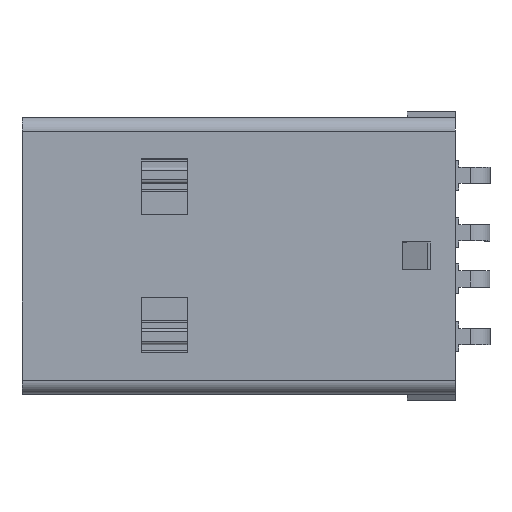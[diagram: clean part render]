
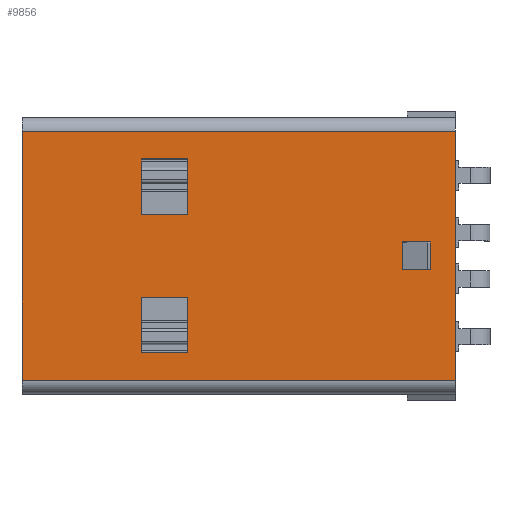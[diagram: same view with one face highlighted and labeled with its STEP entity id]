
A CAD part, top view. The second image highlights one B-rep face of the part: STEP entity #9856.
In plain terms, the highlighted planar face has unit normal (0, 0, 1).
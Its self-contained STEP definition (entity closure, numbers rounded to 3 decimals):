
#13 = EDGE_CURVE ( 'NONE', #9695, #5814, #6851, .T. ) ;
#86 = EDGE_CURVE ( 'NONE', #959, #8241, #2544, .T. ) ;
#87 = VECTOR ( 'NONE', #1553, 1000. ) ;
#164 = DIRECTION ( 'NONE',  ( 0., -1., 0. ) ) ;
#247 = LINE ( 'NONE', #349, #443 ) ;
#251 = VERTEX_POINT ( 'NONE', #8002 ) ;
#287 = ORIENTED_EDGE ( 'NONE', *, *, #1133, .T. ) ;
#341 = CARTESIAN_POINT ( 'NONE',  ( 13.2, 2., 2.85 ) ) ;
#349 = CARTESIAN_POINT ( 'NONE',  ( 2.7, -3.1, 2.85 ) ) ;
#359 = DIRECTION ( 'NONE',  ( 0., 1., 0. ) ) ;
#405 = ORIENTED_EDGE ( 'NONE', *, *, #86, .T. ) ;
#443 = VECTOR ( 'NONE', #4561, 1000. ) ;
#448 = EDGE_CURVE ( 'NONE', #9493, #959, #6719, .T. ) ;
#525 = CARTESIAN_POINT ( 'NONE',  ( 2.7, 3.2, 2.85 ) ) ;
#583 = VECTOR ( 'NONE', #5500, 1000. ) ;
#642 = CARTESIAN_POINT ( 'NONE',  ( 0.7, 0.8, 2.85 ) ) ;
#780 = ORIENTED_EDGE ( 'NONE', *, *, #10192, .T. ) ;
#804 = LINE ( 'NONE', #5522, #583 ) ;
#823 = VERTEX_POINT ( 'NONE', #7703 ) ;
#915 = CARTESIAN_POINT ( 'NONE',  ( 14.3, 4.4, 2.85 ) ) ;
#959 = VERTEX_POINT ( 'NONE', #6706 ) ;
#1038 = LINE ( 'NONE', #5097, #87 ) ;
#1048 = LINE ( 'NONE', #341, #9165 ) ;
#1133 = EDGE_CURVE ( 'NONE', #251, #8708, #804, .T. ) ;
#1553 = DIRECTION ( 'NONE',  ( 1., 0., 0. ) ) ;
#1760 = VERTEX_POINT ( 'NONE', #915 ) ;
#1825 = ORIENTED_EDGE ( 'NONE', *, *, #4496, .T. ) ;
#2001 = CARTESIAN_POINT ( 'NONE',  ( 2.7, 0.8, 2.85 ) ) ;
#2015 = LINE ( 'NONE', #10350, #2210 ) ;
#2174 = EDGE_CURVE ( 'NONE', #4948, #9493, #4195, .T. ) ;
#2187 = CARTESIAN_POINT ( 'NONE',  ( 1.8, 0.8, 2.85 ) ) ;
#2210 = VECTOR ( 'NONE', #10039, 1000. ) ;
#2226 = VECTOR ( 'NONE', #10184, 1000. ) ;
#2438 = EDGE_CURVE ( 'NONE', #1760, #9166, #2015, .T. ) ;
#2544 = LINE ( 'NONE', #10850, #5856 ) ;
#2574 = EDGE_CURVE ( 'NONE', #6838, #9695, #247, .T. ) ;
#2640 = LINE ( 'NONE', #8379, #4574 ) ;
#3075 = DIRECTION ( 'NONE',  ( -1., 0., 0. ) ) ;
#3129 = CARTESIAN_POINT ( 'NONE',  ( -4.5, -6.4, 2.85 ) ) ;
#3313 = ORIENTED_EDGE ( 'NONE', *, *, #10062, .F. ) ;
#3368 = EDGE_LOOP ( 'NONE', ( #9841, #7478, #8747, #6668 ) ) ;
#3402 = ORIENTED_EDGE ( 'NONE', *, *, #10186, .T. ) ;
#3437 = CARTESIAN_POINT ( 'NONE',  ( 13.2, -0.4, 2.85 ) ) ;
#3478 = DIRECTION ( 'NONE',  ( -1., 0., 0. ) ) ;
#3522 = CARTESIAN_POINT ( 'NONE',  ( 19.7, 4.4, 2.85 ) ) ;
#3740 = CARTESIAN_POINT ( 'NONE',  ( 12., 1.4, 2.85 ) ) ;
#3751 = VECTOR ( 'NONE', #8517, 1000. ) ;
#3769 = DIRECTION ( 'NONE',  ( 0., 1., 0. ) ) ;
#3881 = ORIENTED_EDGE ( 'NONE', *, *, #10962, .T. ) ;
#3988 = CARTESIAN_POINT ( 'NONE',  ( 2.7, -0.1, 2.85 ) ) ;
#4137 = VECTOR ( 'NONE', #3075, 1000. ) ;
#4158 = CARTESIAN_POINT ( 'NONE',  ( 2.7, -2.8, 2.85 ) ) ;
#4195 = LINE ( 'NONE', #2187, #4137 ) ;
#4206 = DIRECTION ( 'NONE',  ( 0., -1., 0. ) ) ;
#4246 = CARTESIAN_POINT ( 'NONE',  ( 12., -0.4, 2.85 ) ) ;
#4300 = LINE ( 'NONE', #8354, #5093 ) ;
#4421 = ORIENTED_EDGE ( 'NONE', *, *, #448, .T. ) ;
#4496 = EDGE_CURVE ( 'NONE', #1760, #251, #4611, .T. ) ;
#4561 = DIRECTION ( 'NONE',  ( 0., -1., 0. ) ) ;
#4574 = VECTOR ( 'NONE', #8355, 1000. ) ;
#4611 = LINE ( 'NONE', #3522, #7712 ) ;
#4948 = VERTEX_POINT ( 'NONE', #2001 ) ;
#4967 = CARTESIAN_POINT ( 'NONE',  ( 0.7, -1.9, 2.85 ) ) ;
#5015 = DIRECTION ( 'NONE',  ( 0., 1., 0. ) ) ;
#5093 = VECTOR ( 'NONE', #8326, 1000. ) ;
#5097 = CARTESIAN_POINT ( 'NONE',  ( 2.8, -2.8, 2.85 ) ) ;
#5352 = ORIENTED_EDGE ( 'NONE', *, *, #2438, .F. ) ;
#5362 = CARTESIAN_POINT ( 'NONE',  ( 0.7, -5.2, 2.85 ) ) ;
#5500 = DIRECTION ( 'NONE',  ( 0., -1., 0. ) ) ;
#5522 = CARTESIAN_POINT ( 'NONE',  ( -4.5, -7., 2.85 ) ) ;
#5553 = EDGE_CURVE ( 'NONE', #8529, #6838, #1038, .T. ) ;
#5814 = VERTEX_POINT ( 'NONE', #5362 ) ;
#5856 = VECTOR ( 'NONE', #10924, 1000. ) ;
#6145 = ORIENTED_EDGE ( 'NONE', *, *, #8851, .T. ) ;
#6201 = CARTESIAN_POINT ( 'NONE',  ( 19.7, -6.4, 2.85 ) ) ;
#6313 = CARTESIAN_POINT ( 'NONE',  ( 0.7, -2.8, 2.85 ) ) ;
#6445 = VERTEX_POINT ( 'NONE', #3437 ) ;
#6551 = LINE ( 'NONE', #3988, #8123 ) ;
#6668 = ORIENTED_EDGE ( 'NONE', *, *, #13, .T. ) ;
#6706 = CARTESIAN_POINT ( 'NONE',  ( 0.7, 3.2, 2.85 ) ) ;
#6719 = LINE ( 'NONE', #10559, #9375 ) ;
#6803 = EDGE_LOOP ( 'NONE', ( #7049, #9855, #4421, #405 ) ) ;
#6838 = VERTEX_POINT ( 'NONE', #4158 ) ;
#6851 = LINE ( 'NONE', #9692, #2226 ) ;
#7049 = ORIENTED_EDGE ( 'NONE', *, *, #8636, .T. ) ;
#7345 = VECTOR ( 'NONE', #3769, 1000. ) ;
#7350 = CARTESIAN_POINT ( 'NONE',  ( 14.3, -6.4, 2.85 ) ) ;
#7470 = AXIS2_PLACEMENT_3D ( 'NONE', #10188, #10093, #10152 ) ;
#7478 = ORIENTED_EDGE ( 'NONE', *, *, #5553, .T. ) ;
#7703 = CARTESIAN_POINT ( 'NONE',  ( 12., -1.6, 2.85 ) ) ;
#7712 = VECTOR ( 'NONE', #3478, 1000. ) ;
#8002 = CARTESIAN_POINT ( 'NONE',  ( -4.5, 4.4, 2.85 ) ) ;
#8123 = VECTOR ( 'NONE', #4206, 1000. ) ;
#8241 = VERTEX_POINT ( 'NONE', #525 ) ;
#8258 = VECTOR ( 'NONE', #5015, 1000. ) ;
#8326 = DIRECTION ( 'NONE',  ( 1., 0., 0. ) ) ;
#8354 = CARTESIAN_POINT ( 'NONE',  ( 15.85, -0.4, 2.85 ) ) ;
#8355 = DIRECTION ( 'NONE',  ( -1., 0., 0. ) ) ;
#8379 = CARTESIAN_POINT ( 'NONE',  ( 16.45, -1.6, 2.85 ) ) ;
#8383 = CARTESIAN_POINT ( 'NONE',  ( 2.7, -5.2, 2.85 ) ) ;
#8517 = DIRECTION ( 'NONE',  ( -1., 0., 0. ) ) ;
#8529 = VERTEX_POINT ( 'NONE', #6313 ) ;
#8636 = EDGE_CURVE ( 'NONE', #8241, #4948, #6551, .T. ) ;
#8708 = VERTEX_POINT ( 'NONE', #3129 ) ;
#8747 = ORIENTED_EDGE ( 'NONE', *, *, #2574, .T. ) ;
#8851 = EDGE_CURVE ( 'NONE', #6445, #10026, #1048, .T. ) ;
#8939 = EDGE_LOOP ( 'NONE', ( #780, #6145, #3402, #3881 ) ) ;
#9062 = FACE_BOUND ( 'NONE', #3368, .T. ) ;
#9165 = VECTOR ( 'NONE', #164, 1000. ) ;
#9166 = VERTEX_POINT ( 'NONE', #7350 ) ;
#9375 = VECTOR ( 'NONE', #359, 1000. ) ;
#9493 = VERTEX_POINT ( 'NONE', #642 ) ;
#9498 = LINE ( 'NONE', #4967, #8258 ) ;
#9692 = CARTESIAN_POINT ( 'NONE',  ( 1.8, -5.2, 2.85 ) ) ;
#9695 = VERTEX_POINT ( 'NONE', #8383 ) ;
#9841 = ORIENTED_EDGE ( 'NONE', *, *, #10755, .T. ) ;
#9855 = ORIENTED_EDGE ( 'NONE', *, *, #2174, .T. ) ;
#9856 = ADVANCED_FACE ( 'NONE', ( #10140, #9062, #10120, #9861 ), #10105, .F. ) ;
#9861 = FACE_OUTER_BOUND ( 'NONE', #10080, .T. ) ;
#10026 = VERTEX_POINT ( 'NONE', #11015 ) ;
#10039 = DIRECTION ( 'NONE',  ( 0., -1., 0. ) ) ;
#10062 = EDGE_CURVE ( 'NONE', #9166, #8708, #10397, .T. ) ;
#10080 = EDGE_LOOP ( 'NONE', ( #1825, #287, #3313, #5352 ) ) ;
#10093 = DIRECTION ( 'NONE',  ( 0., 0., -1. ) ) ;
#10105 = PLANE ( 'NONE',  #7470 ) ;
#10120 = FACE_BOUND ( 'NONE', #6803, .T. ) ;
#10140 = FACE_BOUND ( 'NONE', #8939, .T. ) ;
#10152 = DIRECTION ( 'NONE',  ( -1., 0., 0. ) ) ;
#10184 = DIRECTION ( 'NONE',  ( -1., 0., 0. ) ) ;
#10186 = EDGE_CURVE ( 'NONE', #10026, #823, #2640, .T. ) ;
#10188 = CARTESIAN_POINT ( 'NONE',  ( 2.9, -1., 2.85 ) ) ;
#10192 = EDGE_CURVE ( 'NONE', #10885, #6445, #4300, .T. ) ;
#10350 = CARTESIAN_POINT ( 'NONE',  ( 14.3, -4.675, 2.85 ) ) ;
#10397 = LINE ( 'NONE', #6201, #3751 ) ;
#10559 = CARTESIAN_POINT ( 'NONE',  ( 0.7, 1.1, 2.85 ) ) ;
#10711 = LINE ( 'NONE', #3740, #7345 ) ;
#10755 = EDGE_CURVE ( 'NONE', #5814, #8529, #9498, .T. ) ;
#10850 = CARTESIAN_POINT ( 'NONE',  ( 2.8, 3.2, 2.85 ) ) ;
#10885 = VERTEX_POINT ( 'NONE', #4246 ) ;
#10924 = DIRECTION ( 'NONE',  ( 1., 0., 0. ) ) ;
#10962 = EDGE_CURVE ( 'NONE', #823, #10885, #10711, .T. ) ;
#11015 = CARTESIAN_POINT ( 'NONE',  ( 13.2, -1.6, 2.85 ) ) ;
